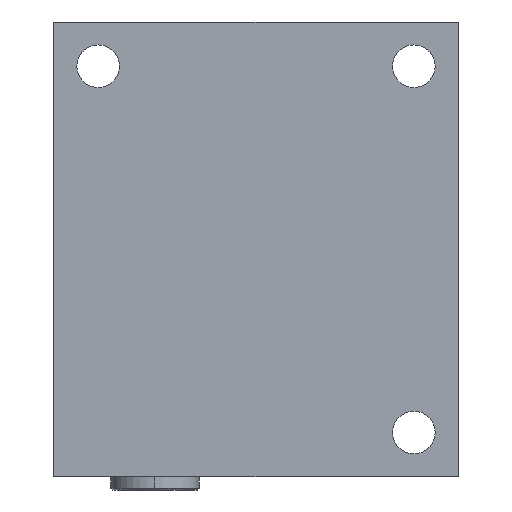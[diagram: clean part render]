
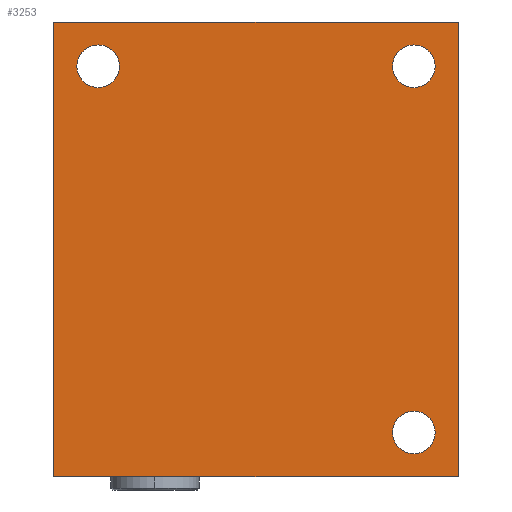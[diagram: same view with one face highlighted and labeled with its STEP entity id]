
A CAD part, left-side view. The second image highlights one B-rep face of the part: STEP entity #3253.
In plain terms, the highlighted planar face has unit normal (-1, 0, 0).
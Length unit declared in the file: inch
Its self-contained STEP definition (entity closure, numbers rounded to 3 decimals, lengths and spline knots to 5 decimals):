
#1=DIRECTION('',(0.,-1.,0.));
#2=VECTOR('',#1,4.);
#3=CARTESIAN_POINT('',(0.,0.,0.));
#4=LINE('',#3,#2);
#37=DIRECTION('',(0.,0.,1.));
#38=VECTOR('',#37,4.5);
#39=CARTESIAN_POINT('',(0.,0.,0.));
#40=LINE('',#39,#38);
#41=CARTESIAN_POINT('',(0.,-3.562,0.438));
#42=DIRECTION('',(1.,0.,0.));
#43=DIRECTION('',(0.,0.,-1.));
#44=AXIS2_PLACEMENT_3D('',#41,#42,#43);
#46=CARTESIAN_POINT('',(0.,-3.562,0.438));
#47=DIRECTION('',(1.,0.,0.));
#48=DIRECTION('',(0.,0.,1.));
#49=AXIS2_PLACEMENT_3D('',#46,#47,#48);
#51=CARTESIAN_POINT('',(0.,-0.438,4.062));
#52=DIRECTION('',(1.,0.,0.));
#53=DIRECTION('',(0.,0.,-1.));
#54=AXIS2_PLACEMENT_3D('',#51,#52,#53);
#56=CARTESIAN_POINT('',(0.,-0.438,4.062));
#57=DIRECTION('',(1.,0.,0.));
#58=DIRECTION('',(0.,0.,1.));
#59=AXIS2_PLACEMENT_3D('',#56,#57,#58);
#61=CARTESIAN_POINT('',(0.,-3.562,4.062));
#62=DIRECTION('',(1.,0.,0.));
#63=DIRECTION('',(0.,0.,-1.));
#64=AXIS2_PLACEMENT_3D('',#61,#62,#63);
#66=CARTESIAN_POINT('',(0.,-3.562,4.062));
#67=DIRECTION('',(1.,0.,0.));
#68=DIRECTION('',(0.,0.,1.));
#69=AXIS2_PLACEMENT_3D('',#66,#67,#68);
#538=DIRECTION('',(0.,0.,1.));
#539=VECTOR('',#538,4.5);
#540=CARTESIAN_POINT('',(0.,-4.,0.));
#541=LINE('',#540,#539);
#552=DIRECTION('',(0.,-1.,0.));
#553=VECTOR('',#552,4.);
#554=CARTESIAN_POINT('',(0.,0.,4.5));
#555=LINE('',#554,#553);
#2794=CARTESIAN_POINT('',(0.,0.,0.));
#2795=CARTESIAN_POINT('',(0.,-4.,0.));
#2796=VERTEX_POINT('',#2794);
#2797=VERTEX_POINT('',#2795);
#2802=CARTESIAN_POINT('',(0.,0.,4.5));
#2803=CARTESIAN_POINT('',(0.,-4.,4.5));
#2804=VERTEX_POINT('',#2802);
#2805=VERTEX_POINT('',#2803);
#3123=CARTESIAN_POINT('',(0.,-3.562,0.227));
#3124=CARTESIAN_POINT('',(0.,-3.562,0.649));
#3125=VERTEX_POINT('',#3123);
#3126=VERTEX_POINT('',#3124);
#3135=CARTESIAN_POINT('',(0.,-0.438,3.851));
#3136=CARTESIAN_POINT('',(0.,-0.438,4.273));
#3137=VERTEX_POINT('',#3135);
#3138=VERTEX_POINT('',#3136);
#3147=CARTESIAN_POINT('',(0.,-3.562,3.851));
#3148=CARTESIAN_POINT('',(0.,-3.562,4.273));
#3149=VERTEX_POINT('',#3147);
#3150=VERTEX_POINT('',#3148);
#3221=CARTESIAN_POINT('',(0.,0.,0.));
#3222=DIRECTION('',(-1.,0.,0.));
#3223=DIRECTION('',(0.,-1.,0.));
#3224=AXIS2_PLACEMENT_3D('',#3221,#3222,#3223);
#3225=PLANE('',#3224);
#3226=ORIENTED_EDGE('',*,*,#3198,.F.);
#3228=ORIENTED_EDGE('',*,*,#3227,.T.);
#3230=ORIENTED_EDGE('',*,*,#3229,.T.);
#3232=ORIENTED_EDGE('',*,*,#3231,.F.);
#3233=EDGE_LOOP('',(#3226,#3228,#3230,#3232));
#3234=FACE_OUTER_BOUND('',#3233,.F.);
#3236=ORIENTED_EDGE('',*,*,#3235,.F.);
#3238=ORIENTED_EDGE('',*,*,#3237,.F.);
#3239=EDGE_LOOP('',(#3236,#3238));
#3240=FACE_BOUND('',#3239,.F.);
#3242=ORIENTED_EDGE('',*,*,#3241,.F.);
#3244=ORIENTED_EDGE('',*,*,#3243,.F.);
#3245=EDGE_LOOP('',(#3242,#3244));
#3246=FACE_BOUND('',#3245,.F.);
#3248=ORIENTED_EDGE('',*,*,#3247,.F.);
#3250=ORIENTED_EDGE('',*,*,#3249,.F.);
#3251=EDGE_LOOP('',(#3248,#3250));
#3252=FACE_BOUND('',#3251,.F.);
#3253=ADVANCED_FACE('',(#3234,#3240,#3246,#3252),#3225,.T.);
#45=CIRCLE('',#44,0.211);
#50=CIRCLE('',#49,0.211);
#55=CIRCLE('',#54,0.211);
#60=CIRCLE('',#59,0.211);
#65=CIRCLE('',#64,0.211);
#70=CIRCLE('',#69,0.211);
#3198=EDGE_CURVE('',#2796,#2797,#4,.T.);
#3227=EDGE_CURVE('',#2796,#2804,#40,.T.);
#3229=EDGE_CURVE('',#2804,#2805,#555,.T.);
#3231=EDGE_CURVE('',#2797,#2805,#541,.T.);
#3235=EDGE_CURVE('',#3125,#3126,#45,.T.);
#3237=EDGE_CURVE('',#3126,#3125,#50,.T.);
#3241=EDGE_CURVE('',#3137,#3138,#55,.T.);
#3243=EDGE_CURVE('',#3138,#3137,#60,.T.);
#3247=EDGE_CURVE('',#3149,#3150,#65,.T.);
#3249=EDGE_CURVE('',#3150,#3149,#70,.T.);
